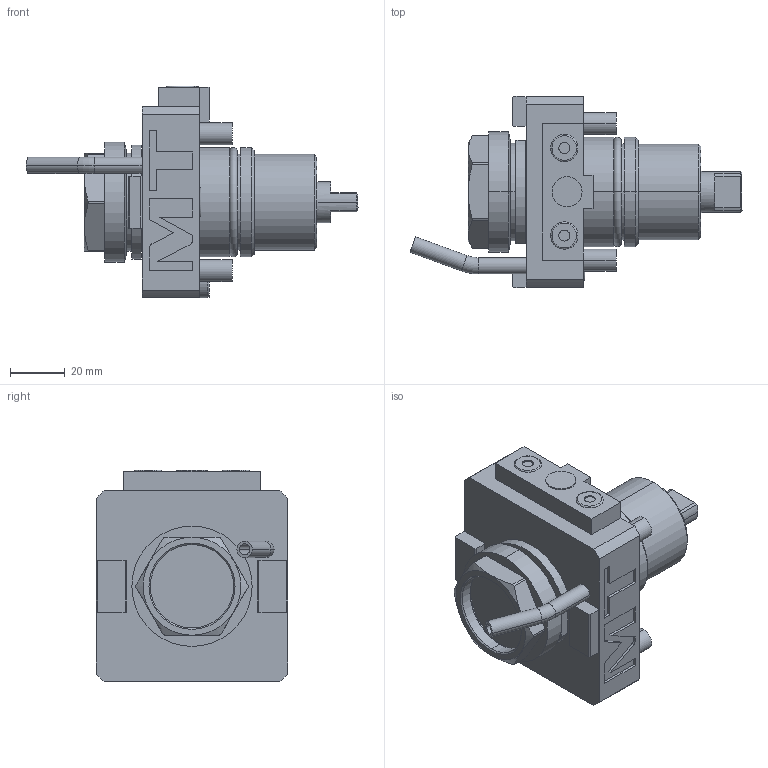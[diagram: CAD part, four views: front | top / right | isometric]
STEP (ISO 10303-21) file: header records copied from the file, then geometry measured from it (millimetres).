
FILE_DESCRIPTION((''),'2;1');
FILE_NAME('BGL1230132_CONF','2023-10-11T12:14:26',('gvalli'),('M.T. srl'),'CREO PARAMETRIC BY PTC INC, 2021072','CREO PARAMETRIC BY PTC INC, 2021072','');
FILE_SCHEMA(('CONFIG_CONTROL_DESIGN'));
Length unit declared in the file: millimetre
Products named in the file (1): BGL1230132_CONF
Bounding box: 121.45 x 70 x 77.5 mm (x, y, z)
Volume: 184444.5 mm3; surface area: 34317.2 mm2
Topology: 2 solids, 2 shells, 228 faces, 541 edges, 346 vertices
Faces by surface type: plane 126, cylinder 60, torus 20, cone 18, extrusion 4
Entity records: 6778 total; most frequent: CARTESIAN_POINT 1356, DIRECTION 1143, ORIENTED_EDGE 1082, EDGE_CURVE 541, AXIS2_PLACEMENT_3D 400, VERTEX_POINT 346, VECTOR 343, LINE 339
